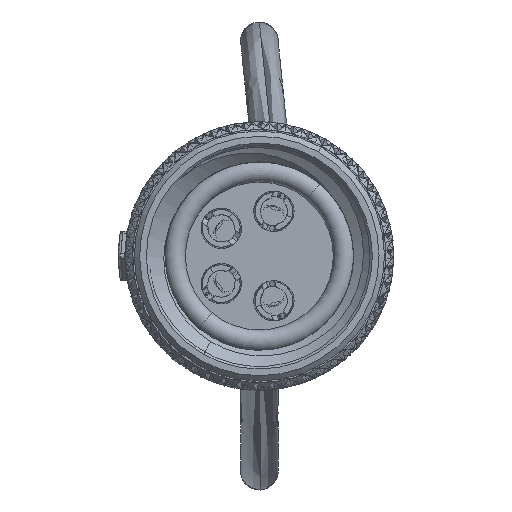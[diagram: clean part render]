
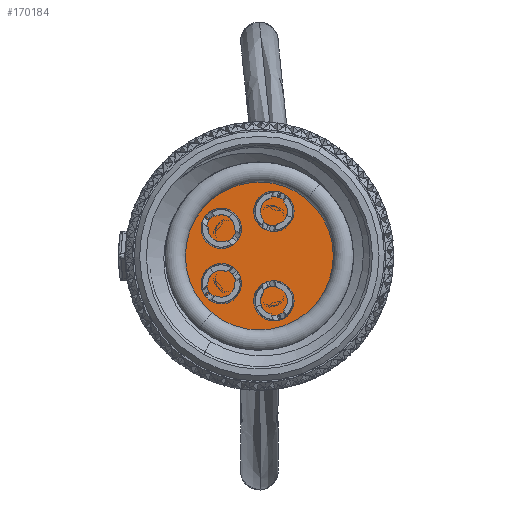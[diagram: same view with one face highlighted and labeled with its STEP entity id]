
A CAD part, left-side view. The second image highlights one B-rep face of the part: STEP entity #170184.
In plain terms, the highlighted planar face has unit normal (-1, 0, 0).
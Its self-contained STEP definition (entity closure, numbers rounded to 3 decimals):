
#12466 = CIRCLE ( 'NONE', #68015, 4.75 ) ;
#29761 = DIRECTION ( 'NONE',  ( 0., 0., -1. ) ) ;
#30062 = EDGE_CURVE ( 'NONE', #140583, #106330, #133857, .T. ) ;
#41163 = FACE_OUTER_BOUND ( 'NONE', #141575, .T. ) ;
#56226 = CARTESIAN_POINT ( 'NONE',  ( 0., 0., 0. ) ) ;
#68015 = AXIS2_PLACEMENT_3D ( 'NONE', #114406, #101565, #29761 ) ;
#86811 = DIRECTION ( 'NONE',  ( 0., 0., -1. ) ) ;
#86831 = EDGE_CURVE ( 'NONE', #106330, #140583, #12466, .T. ) ;
#90201 = CARTESIAN_POINT ( 'NONE',  ( 0., 0., 0. ) ) ;
#92121 = PLANE ( 'NONE',  #156598 ) ;
#101565 = DIRECTION ( 'NONE',  ( -1., 0., 0. ) ) ;
#106330 = VERTEX_POINT ( 'NONE', #175209 ) ;
#111845 = DIRECTION ( 'NONE',  ( 1., 0., 0. ) ) ;
#114406 = CARTESIAN_POINT ( 'NONE',  ( 0., 0., 0. ) ) ;
#115976 = ORIENTED_EDGE ( 'NONE', *, *, #30062, .T. ) ;
#118068 = CARTESIAN_POINT ( 'NONE',  ( 0., 0., -4.75 ) ) ;
#133857 = CIRCLE ( 'NONE', #211585, 4.75 ) ;
#139001 = DIRECTION ( 'NONE',  ( -1., 0., 0. ) ) ;
#140583 = VERTEX_POINT ( 'NONE', #118068 ) ;
#141575 = EDGE_LOOP ( 'NONE', ( #115976, #213603 ) ) ;
#156598 = AXIS2_PLACEMENT_3D ( 'NONE', #56226, #111845, #182506 ) ;
#170184 = ADVANCED_FACE ( 'NONE', ( #41163 ), #92121, .F. ) ;
#175209 = CARTESIAN_POINT ( 'NONE',  ( 0., 0., 4.75 ) ) ;
#182506 = DIRECTION ( 'NONE',  ( 0., 0., -1. ) ) ;
#211585 = AXIS2_PLACEMENT_3D ( 'NONE', #90201, #139001, #86811 ) ;
#213603 = ORIENTED_EDGE ( 'NONE', *, *, #86831, .T. ) ;
